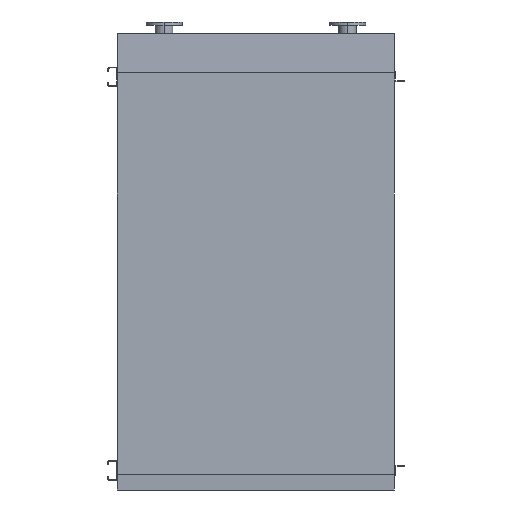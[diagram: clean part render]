
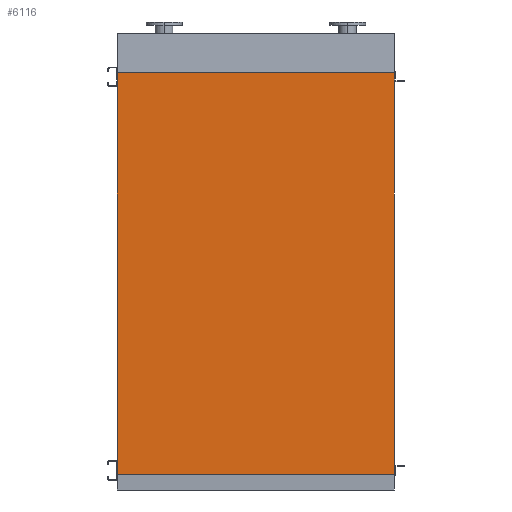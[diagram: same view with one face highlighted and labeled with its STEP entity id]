
A CAD part, front view. The second image highlights one B-rep face of the part: STEP entity #6116.
In plain terms, the highlighted planar face has unit normal (0, -1, 0).
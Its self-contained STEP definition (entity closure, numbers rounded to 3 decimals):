
#551 = EDGE_CURVE ( 'NONE', #8790, #8723, #8983, .T. ) ;
#725 = EDGE_LOOP ( 'NONE', ( #8812, #900, #4350, #9969 ) ) ;
#900 = ORIENTED_EDGE ( 'NONE', *, *, #2231, .F. ) ;
#1086 = CARTESIAN_POINT ( 'NONE',  ( -845., 0., -2450. ) ) ;
#1134 = FACE_OUTER_BOUND ( 'NONE', #725, .T. ) ;
#1135 = CARTESIAN_POINT ( 'NONE',  ( -845., 0., -2450. ) ) ;
#1807 = VECTOR ( 'NONE', #7395, 1000. ) ;
#1937 = VECTOR ( 'NONE', #5157, 1000. ) ;
#1942 = VERTEX_POINT ( 'NONE', #7620 ) ;
#1948 = CARTESIAN_POINT ( 'NONE',  ( -845., 0., 0. ) ) ;
#2231 = EDGE_CURVE ( 'NONE', #8790, #1942, #8360, .T. ) ;
#2251 = VERTEX_POINT ( 'NONE', #5305 ) ;
#2581 = DIRECTION ( 'NONE',  ( 0., 0., -1. ) ) ;
#3106 = EDGE_CURVE ( 'NONE', #8723, #2251, #3299, .T. ) ;
#3299 = LINE ( 'NONE', #4023, #4774 ) ;
#3314 = EDGE_CURVE ( 'NONE', #1942, #2251, #7295, .T. ) ;
#4023 = CARTESIAN_POINT ( 'NONE',  ( 845., 0., -2450. ) ) ;
#4350 = ORIENTED_EDGE ( 'NONE', *, *, #551, .T. ) ;
#4774 = VECTOR ( 'NONE', #8669, 1000. ) ;
#5082 = VECTOR ( 'NONE', #6843, 1000. ) ;
#5157 = DIRECTION ( 'NONE',  ( 1., 0., 0. ) ) ;
#5248 = CARTESIAN_POINT ( 'NONE',  ( -845., 0., -2450. ) ) ;
#5305 = CARTESIAN_POINT ( 'NONE',  ( 845., 0., 0. ) ) ;
#6116 = ADVANCED_FACE ( 'NONE', ( #1134 ), #9650, .T. ) ;
#6653 = CARTESIAN_POINT ( 'NONE',  ( -845., 0., -2450. ) ) ;
#6843 = DIRECTION ( 'NONE',  ( 0., 0., 1. ) ) ;
#7295 = LINE ( 'NONE', #1948, #1807 ) ;
#7395 = DIRECTION ( 'NONE',  ( 1., 0., 0. ) ) ;
#7620 = CARTESIAN_POINT ( 'NONE',  ( -845., 0., 0. ) ) ;
#8058 = DIRECTION ( 'NONE',  ( 0., -1., 0. ) ) ;
#8360 = LINE ( 'NONE', #5248, #5082 ) ;
#8669 = DIRECTION ( 'NONE',  ( 0., 0., 1. ) ) ;
#8701 = AXIS2_PLACEMENT_3D ( 'NONE', #1086, #8058, #2581 ) ;
#8723 = VERTEX_POINT ( 'NONE', #9707 ) ;
#8790 = VERTEX_POINT ( 'NONE', #1135 ) ;
#8812 = ORIENTED_EDGE ( 'NONE', *, *, #3314, .F. ) ;
#8983 = LINE ( 'NONE', #6653, #1937 ) ;
#9650 = PLANE ( 'NONE',  #8701 ) ;
#9707 = CARTESIAN_POINT ( 'NONE',  ( 845., 0., -2450. ) ) ;
#9969 = ORIENTED_EDGE ( 'NONE', *, *, #3106, .T. ) ;
